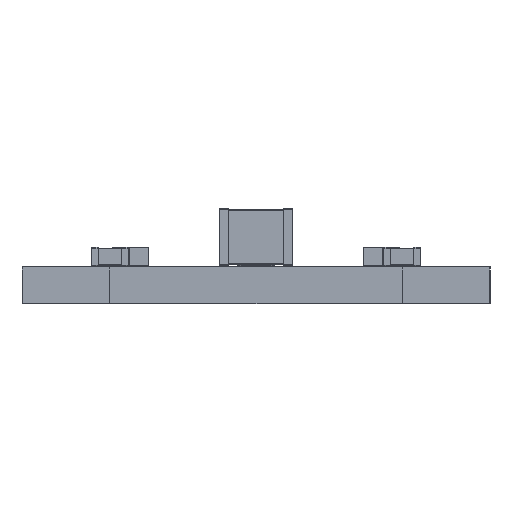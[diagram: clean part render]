
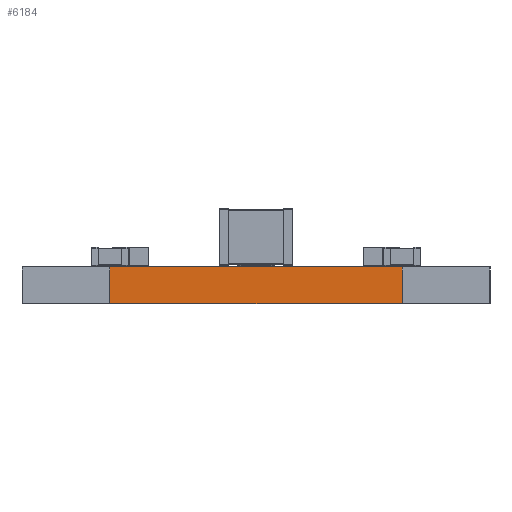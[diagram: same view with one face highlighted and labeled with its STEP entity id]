
A CAD part, left-side view. The second image highlights one B-rep face of the part: STEP entity #6184.
In plain terms, the highlighted planar face has unit normal (-1, 0, 0).
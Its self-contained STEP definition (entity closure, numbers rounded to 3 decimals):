
#6184 = ADVANCED_FACE('',(#6185),#6199,.F.);
#6185 = FACE_BOUND('',#6186,.F.);
#6186 = EDGE_LOOP('',(#6187,#6222,#6250,#6278));
#6187 = ORIENTED_EDGE('',*,*,#6188,.T.);
#6188 = EDGE_CURVE('',#6189,#6191,#6193,.T.);
#6189 = VERTEX_POINT('',#6190);
#6190 = CARTESIAN_POINT('',(100.33,-64.77,0.));
#6191 = VERTEX_POINT('',#6192);
#6192 = CARTESIAN_POINT('',(100.33,-64.77,1.6));
#6193 = SURFACE_CURVE('',#6194,(#6198,#6210),.PCURVE_S1.);
#6194 = LINE('',#6195,#6196);
#6195 = CARTESIAN_POINT('',(100.33,-64.77,0.));
#6196 = VECTOR('',#6197,1.);
#6197 = DIRECTION('',(0.,0.,1.));
#6198 = PCURVE('',#6199,#6204);
#6199 = PLANE('',#6200);
#6200 = AXIS2_PLACEMENT_3D('',#6201,#6202,#6203);
#6201 = CARTESIAN_POINT('',(100.33,-64.77,0.));
#6202 = DIRECTION('',(1.,0.,0.));
#6203 = DIRECTION('',(0.,-1.,0.));
#6204 = DEFINITIONAL_REPRESENTATION('',(#6205),#6209);
#6205 = LINE('',#6206,#6207);
#6206 = CARTESIAN_POINT('',(0.,0.));
#6207 = VECTOR('',#6208,1.);
#6208 = DIRECTION('',(0.,-1.));
#6209 = ( GEOMETRIC_REPRESENTATION_CONTEXT(2) 
PARAMETRIC_REPRESENTATION_CONTEXT() REPRESENTATION_CONTEXT('2D SPACE',''
  ) );
#6210 = PCURVE('',#6211,#6216);
#6211 = PLANE('',#6212);
#6212 = AXIS2_PLACEMENT_3D('',#6213,#6214,#6215);
#6213 = CARTESIAN_POINT('',(101.6,-64.77,0.));
#6214 = DIRECTION('',(0.,-1.,0.));
#6215 = DIRECTION('',(-1.,0.,0.));
#6216 = DEFINITIONAL_REPRESENTATION('',(#6217),#6221);
#6217 = LINE('',#6218,#6219);
#6218 = CARTESIAN_POINT('',(1.27,0.));
#6219 = VECTOR('',#6220,1.);
#6220 = DIRECTION('',(0.,-1.));
#6221 = ( GEOMETRIC_REPRESENTATION_CONTEXT(2) 
PARAMETRIC_REPRESENTATION_CONTEXT() REPRESENTATION_CONTEXT('2D SPACE',''
  ) );
#6222 = ORIENTED_EDGE('',*,*,#6223,.T.);
#6223 = EDGE_CURVE('',#6191,#6224,#6226,.T.);
#6224 = VERTEX_POINT('',#6225);
#6225 = CARTESIAN_POINT('',(100.33,-77.47,1.6));
#6226 = SURFACE_CURVE('',#6227,(#6231,#6238),.PCURVE_S1.);
#6227 = LINE('',#6228,#6229);
#6228 = CARTESIAN_POINT('',(100.33,-64.77,1.6));
#6229 = VECTOR('',#6230,1.);
#6230 = DIRECTION('',(0.,-1.,0.));
#6231 = PCURVE('',#6199,#6232);
#6232 = DEFINITIONAL_REPRESENTATION('',(#6233),#6237);
#6233 = LINE('',#6234,#6235);
#6234 = CARTESIAN_POINT('',(0.,-1.6));
#6235 = VECTOR('',#6236,1.);
#6236 = DIRECTION('',(1.,0.));
#6237 = ( GEOMETRIC_REPRESENTATION_CONTEXT(2) 
PARAMETRIC_REPRESENTATION_CONTEXT() REPRESENTATION_CONTEXT('2D SPACE',''
  ) );
#6238 = PCURVE('',#6239,#6244);
#6239 = PLANE('',#6240);
#6240 = AXIS2_PLACEMENT_3D('',#6241,#6242,#6243);
#6241 = CARTESIAN_POINT('',(115.443,-70.993,1.6));
#6242 = DIRECTION('',(0.,0.,1.));
#6243 = DIRECTION('',(1.,0.,0.));
#6244 = DEFINITIONAL_REPRESENTATION('',(#6245),#6249);
#6245 = LINE('',#6246,#6247);
#6246 = CARTESIAN_POINT('',(-15.113,6.223));
#6247 = VECTOR('',#6248,1.);
#6248 = DIRECTION('',(0.,-1.));
#6249 = ( GEOMETRIC_REPRESENTATION_CONTEXT(2) 
PARAMETRIC_REPRESENTATION_CONTEXT() REPRESENTATION_CONTEXT('2D SPACE',''
  ) );
#6250 = ORIENTED_EDGE('',*,*,#6251,.F.);
#6251 = EDGE_CURVE('',#6252,#6224,#6254,.T.);
#6252 = VERTEX_POINT('',#6253);
#6253 = CARTESIAN_POINT('',(100.33,-77.47,0.));
#6254 = SURFACE_CURVE('',#6255,(#6259,#6266),.PCURVE_S1.);
#6255 = LINE('',#6256,#6257);
#6256 = CARTESIAN_POINT('',(100.33,-77.47,0.));
#6257 = VECTOR('',#6258,1.);
#6258 = DIRECTION('',(0.,0.,1.));
#6259 = PCURVE('',#6199,#6260);
#6260 = DEFINITIONAL_REPRESENTATION('',(#6261),#6265);
#6261 = LINE('',#6262,#6263);
#6262 = CARTESIAN_POINT('',(12.7,0.));
#6263 = VECTOR('',#6264,1.);
#6264 = DIRECTION('',(0.,-1.));
#6265 = ( GEOMETRIC_REPRESENTATION_CONTEXT(2) 
PARAMETRIC_REPRESENTATION_CONTEXT() REPRESENTATION_CONTEXT('2D SPACE',''
  ) );
#6266 = PCURVE('',#6267,#6272);
#6267 = PLANE('',#6268);
#6268 = AXIS2_PLACEMENT_3D('',#6269,#6270,#6271);
#6269 = CARTESIAN_POINT('',(100.33,-77.47,0.));
#6270 = DIRECTION('',(0.,1.,0.));
#6271 = DIRECTION('',(1.,0.,0.));
#6272 = DEFINITIONAL_REPRESENTATION('',(#6273),#6277);
#6273 = LINE('',#6274,#6275);
#6274 = CARTESIAN_POINT('',(0.,0.));
#6275 = VECTOR('',#6276,1.);
#6276 = DIRECTION('',(0.,-1.));
#6277 = ( GEOMETRIC_REPRESENTATION_CONTEXT(2) 
PARAMETRIC_REPRESENTATION_CONTEXT() REPRESENTATION_CONTEXT('2D SPACE',''
  ) );
#6278 = ORIENTED_EDGE('',*,*,#6279,.F.);
#6279 = EDGE_CURVE('',#6189,#6252,#6280,.T.);
#6280 = SURFACE_CURVE('',#6281,(#6285,#6292),.PCURVE_S1.);
#6281 = LINE('',#6282,#6283);
#6282 = CARTESIAN_POINT('',(100.33,-64.77,0.));
#6283 = VECTOR('',#6284,1.);
#6284 = DIRECTION('',(0.,-1.,0.));
#6285 = PCURVE('',#6199,#6286);
#6286 = DEFINITIONAL_REPRESENTATION('',(#6287),#6291);
#6287 = LINE('',#6288,#6289);
#6288 = CARTESIAN_POINT('',(0.,0.));
#6289 = VECTOR('',#6290,1.);
#6290 = DIRECTION('',(1.,0.));
#6291 = ( GEOMETRIC_REPRESENTATION_CONTEXT(2) 
PARAMETRIC_REPRESENTATION_CONTEXT() REPRESENTATION_CONTEXT('2D SPACE',''
  ) );
#6292 = PCURVE('',#6293,#6298);
#6293 = PLANE('',#6294);
#6294 = AXIS2_PLACEMENT_3D('',#6295,#6296,#6297);
#6295 = CARTESIAN_POINT('',(115.443,-70.993,0.));
#6296 = DIRECTION('',(0.,0.,1.));
#6297 = DIRECTION('',(1.,0.,0.));
#6298 = DEFINITIONAL_REPRESENTATION('',(#6299),#6303);
#6299 = LINE('',#6300,#6301);
#6300 = CARTESIAN_POINT('',(-15.113,6.223));
#6301 = VECTOR('',#6302,1.);
#6302 = DIRECTION('',(0.,-1.));
#6303 = ( GEOMETRIC_REPRESENTATION_CONTEXT(2) 
PARAMETRIC_REPRESENTATION_CONTEXT() REPRESENTATION_CONTEXT('2D SPACE',''
  ) );
